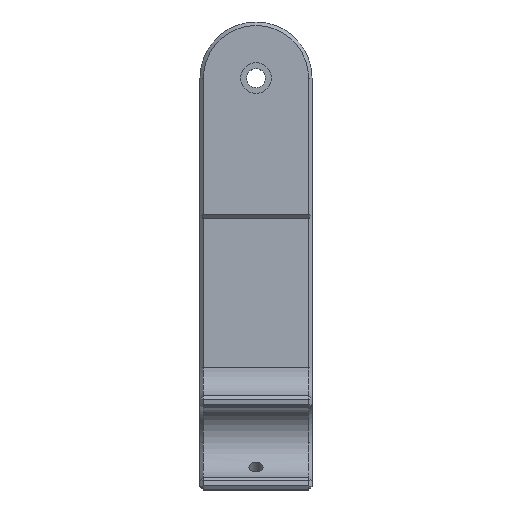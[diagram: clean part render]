
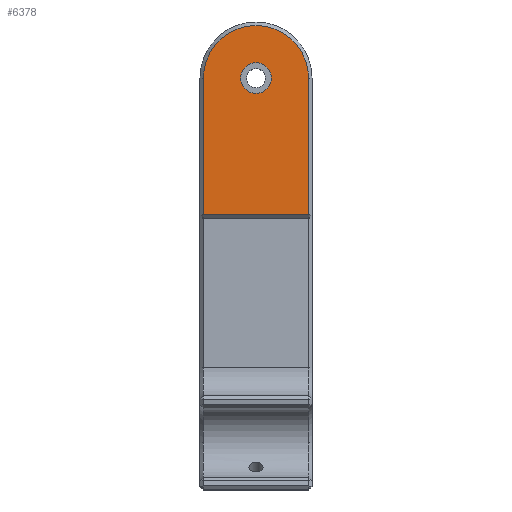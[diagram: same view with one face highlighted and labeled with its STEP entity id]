
A CAD part, top view. The second image highlights one B-rep face of the part: STEP entity #6378.
In plain terms, the highlighted planar face has unit normal (0, 0, 1).
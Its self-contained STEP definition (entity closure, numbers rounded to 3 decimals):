
#521 = EDGE_CURVE('',#522,#522,#524,.T.);
#522 = VERTEX_POINT('',#523);
#523 = CARTESIAN_POINT('',(-11.6,72.,26.5));
#524 = SURFACE_CURVE('',#525,(#530,#542),.PCURVE_S1.);
#525 = CIRCLE('',#526,4.4);
#526 = AXIS2_PLACEMENT_3D('',#527,#528,#529);
#527 = CARTESIAN_POINT('',(-16.,72.,26.5));
#528 = DIRECTION('',(0.,0.,1.));
#529 = DIRECTION('',(1.,0.,0.));
#530 = PCURVE('',#531,#536);
#531 = CYLINDRICAL_SURFACE('',#532,4.4);
#532 = AXIS2_PLACEMENT_3D('',#533,#534,#535);
#533 = CARTESIAN_POINT('',(-16.,72.,22.5));
#534 = DIRECTION('',(0.,0.,1.));
#535 = DIRECTION('',(1.,0.,0.));
#536 = DEFINITIONAL_REPRESENTATION('',(#537),#541);
#537 = LINE('',#538,#539);
#538 = CARTESIAN_POINT('',(0.,4.));
#539 = VECTOR('',#540,1.);
#540 = DIRECTION('',(1.,0.));
#541 = ( GEOMETRIC_REPRESENTATION_CONTEXT(2) 
PARAMETRIC_REPRESENTATION_CONTEXT() REPRESENTATION_CONTEXT('2D SPACE',''
  ) );
#542 = PCURVE('',#543,#548);
#543 = PLANE('',#544);
#544 = AXIS2_PLACEMENT_3D('',#545,#546,#547);
#545 = CARTESIAN_POINT('',(-16.,56.959,26.5));
#546 = DIRECTION('',(0.,0.,1.));
#547 = DIRECTION('',(1.,0.,0.));
#548 = DEFINITIONAL_REPRESENTATION('',(#549),#553);
#549 = CIRCLE('',#550,4.4);
#550 = AXIS2_PLACEMENT_2D('',#551,#552);
#551 = CARTESIAN_POINT('',(0.,15.041));
#552 = DIRECTION('',(1.,0.));
#553 = ( GEOMETRIC_REPRESENTATION_CONTEXT(2) 
PARAMETRIC_REPRESENTATION_CONTEXT() REPRESENTATION_CONTEXT('2D SPACE',''
  ) );
#895 = CONICAL_SURFACE('',#896,16.,0.785);
#896 = AXIS2_PLACEMENT_3D('',#897,#898,#899);
#897 = CARTESIAN_POINT('',(-16.,72.,25.5));
#898 = DIRECTION('',(-0.,-0.,-1.));
#899 = DIRECTION('',(1.,0.,0.));
#960 = VERTEX_POINT('',#961);
#961 = CARTESIAN_POINT('',(-1.,72.,26.5));
#974 = PLANE('',#975);
#975 = AXIS2_PLACEMENT_3D('',#976,#977,#978);
#976 = CARTESIAN_POINT('',(-0.5,52.5,26.));
#977 = DIRECTION('',(0.707,0.,0.707));
#978 = DIRECTION('',(-0.707,0.,0.707));
#986 = EDGE_CURVE('',#960,#987,#989,.T.);
#987 = VERTEX_POINT('',#988);
#988 = CARTESIAN_POINT('',(-31.,72.,26.5));
#989 = SURFACE_CURVE('',#990,(#995,#1002),.PCURVE_S1.);
#990 = CIRCLE('',#991,15.);
#991 = AXIS2_PLACEMENT_3D('',#992,#993,#994);
#992 = CARTESIAN_POINT('',(-16.,72.,26.5));
#993 = DIRECTION('',(0.,0.,1.));
#994 = DIRECTION('',(1.,0.,0.));
#995 = PCURVE('',#895,#996);
#996 = DEFINITIONAL_REPRESENTATION('',(#997),#1001);
#997 = LINE('',#998,#999);
#998 = CARTESIAN_POINT('',(-0.,-1.));
#999 = VECTOR('',#1000,1.);
#1000 = DIRECTION('',(-1.,0.));
#1001 = ( GEOMETRIC_REPRESENTATION_CONTEXT(2) 
PARAMETRIC_REPRESENTATION_CONTEXT() REPRESENTATION_CONTEXT('2D SPACE',''
  ) );
#1002 = PCURVE('',#543,#1003);
#1003 = DEFINITIONAL_REPRESENTATION('',(#1004),#1008);
#1004 = CIRCLE('',#1005,15.);
#1005 = AXIS2_PLACEMENT_2D('',#1006,#1007);
#1006 = CARTESIAN_POINT('',(0.,15.041));
#1007 = DIRECTION('',(1.,0.));
#1008 = ( GEOMETRIC_REPRESENTATION_CONTEXT(2) 
PARAMETRIC_REPRESENTATION_CONTEXT() REPRESENTATION_CONTEXT('2D SPACE',''
  ) );
#1023 = PLANE('',#1024);
#1024 = AXIS2_PLACEMENT_3D('',#1025,#1026,#1027);
#1025 = CARTESIAN_POINT('',(-31.5,52.5,26.));
#1026 = DIRECTION('',(-0.707,0.,0.707
    ));
#1027 = DIRECTION('',(-0.707,0.,-0.707));
#4961 = PLANE('',#4962);
#4962 = AXIS2_PLACEMENT_3D('',#4963,#4964,#4965);
#4963 = CARTESIAN_POINT('',(0.,32.5,26.));
#4964 = DIRECTION('',(0.,-0.707,0.707
    ));
#4965 = DIRECTION('',(1.,0.,0.));
#5027 = VERTEX_POINT('',#5028);
#5028 = CARTESIAN_POINT('',(-31.,33.,26.5));
#5996 = VERTEX_POINT('',#5997);
#5997 = CARTESIAN_POINT('',(-1.,33.,26.5));
#6025 = EDGE_CURVE('',#5996,#5027,#6026,.T.);
#6026 = SURFACE_CURVE('',#6027,(#6031,#6038),.PCURVE_S1.);
#6027 = LINE('',#6028,#6029);
#6028 = CARTESIAN_POINT('',(0.,33.,26.5));
#6029 = VECTOR('',#6030,1.);
#6030 = DIRECTION('',(-1.,0.,0.));
#6031 = PCURVE('',#4961,#6032);
#6032 = DEFINITIONAL_REPRESENTATION('',(#6033),#6037);
#6033 = LINE('',#6034,#6035);
#6034 = CARTESIAN_POINT('',(-0.,0.707));
#6035 = VECTOR('',#6036,1.);
#6036 = DIRECTION('',(-1.,0.));
#6037 = ( GEOMETRIC_REPRESENTATION_CONTEXT(2) 
PARAMETRIC_REPRESENTATION_CONTEXT() REPRESENTATION_CONTEXT('2D SPACE',''
  ) );
#6038 = PCURVE('',#543,#6039);
#6039 = DEFINITIONAL_REPRESENTATION('',(#6040),#6044);
#6040 = LINE('',#6041,#6042);
#6041 = CARTESIAN_POINT('',(16.,-23.959));
#6042 = VECTOR('',#6043,1.);
#6043 = DIRECTION('',(-1.,0.));
#6044 = ( GEOMETRIC_REPRESENTATION_CONTEXT(2) 
PARAMETRIC_REPRESENTATION_CONTEXT() REPRESENTATION_CONTEXT('2D SPACE',''
  ) );
#6321 = EDGE_CURVE('',#5027,#987,#6322,.T.);
#6322 = SURFACE_CURVE('',#6323,(#6327,#6334),.PCURVE_S1.);
#6323 = LINE('',#6324,#6325);
#6324 = CARTESIAN_POINT('',(-31.,32.,26.5));
#6325 = VECTOR('',#6326,1.);
#6326 = DIRECTION('',(0.,1.,0.));
#6327 = PCURVE('',#1023,#6328);
#6328 = DEFINITIONAL_REPRESENTATION('',(#6329),#6333);
#6329 = LINE('',#6330,#6331);
#6330 = CARTESIAN_POINT('',(-0.707,20.5));
#6331 = VECTOR('',#6332,1.);
#6332 = DIRECTION('',(0.,-1.));
#6333 = ( GEOMETRIC_REPRESENTATION_CONTEXT(2) 
PARAMETRIC_REPRESENTATION_CONTEXT() REPRESENTATION_CONTEXT('2D SPACE',''
  ) );
#6334 = PCURVE('',#543,#6335);
#6335 = DEFINITIONAL_REPRESENTATION('',(#6336),#6340);
#6336 = LINE('',#6337,#6338);
#6337 = CARTESIAN_POINT('',(-15.,-24.959));
#6338 = VECTOR('',#6339,1.);
#6339 = DIRECTION('',(0.,1.));
#6340 = ( GEOMETRIC_REPRESENTATION_CONTEXT(2) 
PARAMETRIC_REPRESENTATION_CONTEXT() REPRESENTATION_CONTEXT('2D SPACE',''
  ) );
#6378 = ADVANCED_FACE('',(#6379,#6405),#543,.T.);
#6379 = FACE_BOUND('',#6380,.T.);
#6380 = EDGE_LOOP('',(#6381,#6402,#6403,#6404));
#6381 = ORIENTED_EDGE('',*,*,#6382,.T.);
#6382 = EDGE_CURVE('',#5996,#960,#6383,.T.);
#6383 = SURFACE_CURVE('',#6384,(#6388,#6395),.PCURVE_S1.);
#6384 = LINE('',#6385,#6386);
#6385 = CARTESIAN_POINT('',(-1.,32.,26.5));
#6386 = VECTOR('',#6387,1.);
#6387 = DIRECTION('',(0.,1.,0.));
#6388 = PCURVE('',#543,#6389);
#6389 = DEFINITIONAL_REPRESENTATION('',(#6390),#6394);
#6390 = LINE('',#6391,#6392);
#6391 = CARTESIAN_POINT('',(15.,-24.959));
#6392 = VECTOR('',#6393,1.);
#6393 = DIRECTION('',(0.,1.));
#6394 = ( GEOMETRIC_REPRESENTATION_CONTEXT(2) 
PARAMETRIC_REPRESENTATION_CONTEXT() REPRESENTATION_CONTEXT('2D SPACE',''
  ) );
#6395 = PCURVE('',#974,#6396);
#6396 = DEFINITIONAL_REPRESENTATION('',(#6397),#6401);
#6397 = LINE('',#6398,#6399);
#6398 = CARTESIAN_POINT('',(0.707,20.5));
#6399 = VECTOR('',#6400,1.);
#6400 = DIRECTION('',(0.,-1.));
#6401 = ( GEOMETRIC_REPRESENTATION_CONTEXT(2) 
PARAMETRIC_REPRESENTATION_CONTEXT() REPRESENTATION_CONTEXT('2D SPACE',''
  ) );
#6402 = ORIENTED_EDGE('',*,*,#986,.T.);
#6403 = ORIENTED_EDGE('',*,*,#6321,.F.);
#6404 = ORIENTED_EDGE('',*,*,#6025,.F.);
#6405 = FACE_BOUND('',#6406,.T.);
#6406 = EDGE_LOOP('',(#6407));
#6407 = ORIENTED_EDGE('',*,*,#521,.F.);
